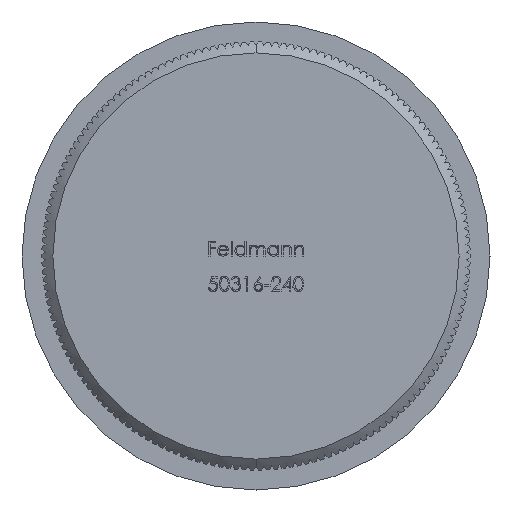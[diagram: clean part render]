
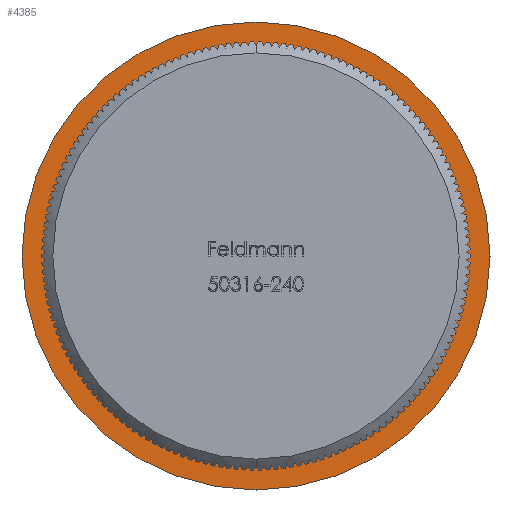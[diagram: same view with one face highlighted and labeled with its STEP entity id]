
A CAD part, front view. The second image highlights one B-rep face of the part: STEP entity #4385.
In plain terms, the highlighted planar face has unit normal (0, -1, 0).
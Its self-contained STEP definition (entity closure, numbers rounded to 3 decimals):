
#245 = DIRECTION ( 'NONE',  ( 0., 0., -1. ) ) ;
#301 = PLANE ( 'NONE',  #11602 ) ;
#836 = DIRECTION ( 'NONE',  ( 0., 0., -1. ) ) ;
#2306 = CIRCLE ( 'NONE', #12894, 18.7 ) ;
#2727 = EDGE_LOOP ( 'NONE', ( #27793, #29112 ) ) ;
#2894 = AXIS2_PLACEMENT_3D ( 'NONE', #11968, #21213, #245 ) ;
#4004 = EDGE_CURVE ( 'NONE', #24038, #14515, #6048, .T. ) ;
#4173 = FACE_BOUND ( 'NONE', #8563, .T. ) ;
#4385 = ADVANCED_FACE ( 'NONE', ( #12002, #4173 ), #301, .T. ) ;
#4465 = CARTESIAN_POINT ( 'NONE',  ( 0., 8., -18.7 ) ) ;
#4833 = VERTEX_POINT ( 'NONE', #9414 ) ;
#5721 = VERTEX_POINT ( 'NONE', #16979 ) ;
#6048 = CIRCLE ( 'NONE', #6603, 18.7 ) ;
#6603 = AXIS2_PLACEMENT_3D ( 'NONE', #29346, #10363, #26735 ) ;
#8563 = EDGE_LOOP ( 'NONE', ( #11744, #18073 ) ) ;
#8608 = CARTESIAN_POINT ( 'NONE',  ( 0., 8., 18.7 ) ) ;
#9414 = CARTESIAN_POINT ( 'NONE',  ( 0., 8., 21.2 ) ) ;
#10357 = EDGE_CURVE ( 'NONE', #5721, #4833, #21436, .T. ) ;
#10363 = DIRECTION ( 'NONE',  ( 0., -1., 0. ) ) ;
#11602 = AXIS2_PLACEMENT_3D ( 'NONE', #28913, #12131, #26420 ) ;
#11744 = ORIENTED_EDGE ( 'NONE', *, *, #23933, .F. ) ;
#11968 = CARTESIAN_POINT ( 'NONE',  ( 0., 8., 0. ) ) ;
#12002 = FACE_OUTER_BOUND ( 'NONE', #2727, .T. ) ;
#12131 = DIRECTION ( 'NONE',  ( 0., -1., 0. ) ) ;
#12894 = AXIS2_PLACEMENT_3D ( 'NONE', #26968, #26862, #836 ) ;
#13890 = CIRCLE ( 'NONE', #26194, 21.2 ) ;
#14112 = DIRECTION ( 'NONE',  ( 0., -1., 0. ) ) ;
#14515 = VERTEX_POINT ( 'NONE', #4465 ) ;
#16979 = CARTESIAN_POINT ( 'NONE',  ( 0., 8., -21.2 ) ) ;
#18073 = ORIENTED_EDGE ( 'NONE', *, *, #4004, .F. ) ;
#21213 = DIRECTION ( 'NONE',  ( 0., -1., 0. ) ) ;
#21436 = CIRCLE ( 'NONE', #2894, 21.2 ) ;
#23060 = EDGE_CURVE ( 'NONE', #4833, #5721, #13890, .T. ) ;
#23933 = EDGE_CURVE ( 'NONE', #14515, #24038, #2306, .T. ) ;
#24038 = VERTEX_POINT ( 'NONE', #8608 ) ;
#26194 = AXIS2_PLACEMENT_3D ( 'NONE', #28089, #14112, #30654 ) ;
#26420 = DIRECTION ( 'NONE',  ( 0., 0., -1. ) ) ;
#26735 = DIRECTION ( 'NONE',  ( 0., 0., -1. ) ) ;
#26862 = DIRECTION ( 'NONE',  ( 0., -1., 0. ) ) ;
#26968 = CARTESIAN_POINT ( 'NONE',  ( 0., 8., 0. ) ) ;
#27793 = ORIENTED_EDGE ( 'NONE', *, *, #10357, .T. ) ;
#28089 = CARTESIAN_POINT ( 'NONE',  ( 0., 8., 0. ) ) ;
#28913 = CARTESIAN_POINT ( 'NONE',  ( 18.7, 8., 0. ) ) ;
#29112 = ORIENTED_EDGE ( 'NONE', *, *, #23060, .T. ) ;
#29346 = CARTESIAN_POINT ( 'NONE',  ( 0., 8., 0. ) ) ;
#30654 = DIRECTION ( 'NONE',  ( 0., 0., -1. ) ) ;
